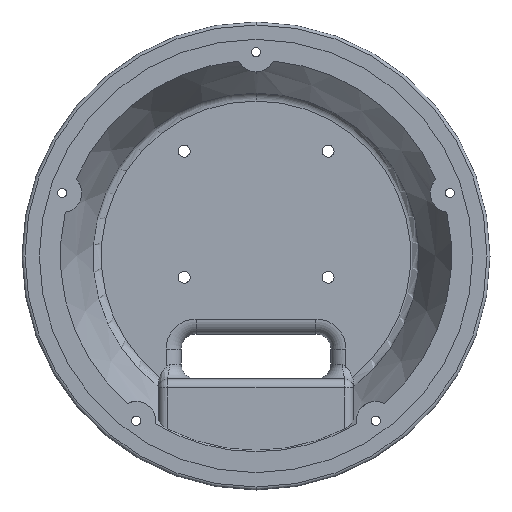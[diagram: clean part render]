
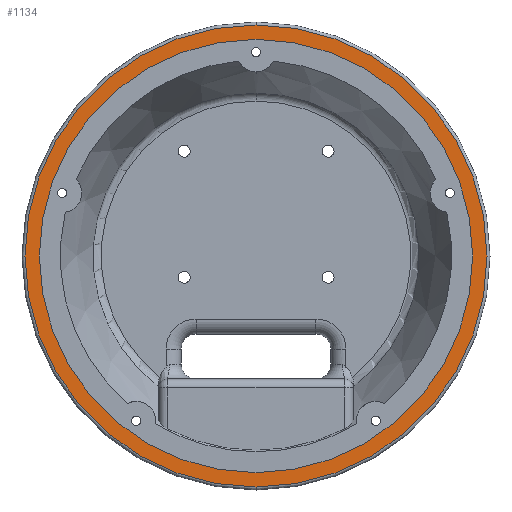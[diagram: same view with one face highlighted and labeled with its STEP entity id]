
A CAD part, front view. The second image highlights one B-rep face of the part: STEP entity #1134.
In plain terms, the highlighted planar face has unit normal (0, -1, 0).
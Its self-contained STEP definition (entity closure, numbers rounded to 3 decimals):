
#42 = PLANE ( 'NONE',  #3968 ) ;
#54 = CARTESIAN_POINT ( 'NONE',  ( 39.577, -7.405, -77.083 ) ) ;
#356 = AXIS2_PLACEMENT_3D ( 'NONE', #865, #4083, #3755 ) ;
#450 = ORIENTED_EDGE ( 'NONE', *, *, #3940, .T. ) ;
#611 = VERTEX_POINT ( 'NONE', #2816 ) ;
#827 = FACE_OUTER_BOUND ( 'NONE', #3255, .T. ) ;
#865 = CARTESIAN_POINT ( 'NONE',  ( 39.577, -7.405, 0. ) ) ;
#1109 = ORIENTED_EDGE ( 'NONE', *, *, #5311, .T. ) ;
#1134 = ADVANCED_FACE ( 'NONE', ( #827, #2987 ), #42, .F. ) ;
#1138 = DIRECTION ( 'NONE',  ( 0., 1., 0. ) ) ;
#1288 = DIRECTION ( 'NONE',  ( 0., 1., 0. ) ) ;
#1401 = VERTEX_POINT ( 'NONE', #54 ) ;
#1483 = VERTEX_POINT ( 'NONE', #4608 ) ;
#1774 = DIRECTION ( 'NONE',  ( 0., 0., 1. ) ) ;
#1988 = EDGE_CURVE ( 'NONE', #1483, #3207, #3456, .T. ) ;
#2388 = CARTESIAN_POINT ( 'NONE',  ( 39.577, -7.405, 0. ) ) ;
#2816 = CARTESIAN_POINT ( 'NONE',  ( 39.577, -7.405, 77.083 ) ) ;
#2926 = EDGE_CURVE ( 'NONE', #611, #1401, #3209, .T. ) ;
#2927 = DIRECTION ( 'NONE',  ( 0., 1., 0. ) ) ;
#2934 = DIRECTION ( 'NONE',  ( 0., 0., 1. ) ) ;
#2987 = FACE_BOUND ( 'NONE', #3681, .T. ) ;
#3015 = CARTESIAN_POINT ( 'NONE',  ( 39.577, -7.405, 0. ) ) ;
#3053 = ORIENTED_EDGE ( 'NONE', *, *, #1988, .T. ) ;
#3133 = CIRCLE ( 'NONE', #3555, 72.287 ) ;
#3207 = VERTEX_POINT ( 'NONE', #4640 ) ;
#3209 = CIRCLE ( 'NONE', #356, 77.083 ) ;
#3255 = EDGE_LOOP ( 'NONE', ( #4378, #1109 ) ) ;
#3314 = CIRCLE ( 'NONE', #5028, 77.083 ) ;
#3456 = CIRCLE ( 'NONE', #4144, 72.287 ) ;
#3555 = AXIS2_PLACEMENT_3D ( 'NONE', #2388, #2927, #3757 ) ;
#3563 = CARTESIAN_POINT ( 'NONE',  ( 39.577, -7.405, 0. ) ) ;
#3681 = EDGE_LOOP ( 'NONE', ( #450, #3053 ) ) ;
#3755 = DIRECTION ( 'NONE',  ( 0., 0., 1. ) ) ;
#3757 = DIRECTION ( 'NONE',  ( 0., 0., 1. ) ) ;
#3910 = DIRECTION ( 'NONE',  ( 0., 0., 1. ) ) ;
#3940 = EDGE_CURVE ( 'NONE', #3207, #1483, #3133, .T. ) ;
#3968 = AXIS2_PLACEMENT_3D ( 'NONE', #4982, #1288, #2934 ) ;
#4083 = DIRECTION ( 'NONE',  ( 0., -1., 0. ) ) ;
#4144 = AXIS2_PLACEMENT_3D ( 'NONE', #3563, #1138, #3910 ) ;
#4378 = ORIENTED_EDGE ( 'NONE', *, *, #2926, .T. ) ;
#4553 = DIRECTION ( 'NONE',  ( 0., -1., 0. ) ) ;
#4608 = CARTESIAN_POINT ( 'NONE',  ( 39.577, -7.405, -72.287 ) ) ;
#4640 = CARTESIAN_POINT ( 'NONE',  ( 39.577, -7.405, 72.287 ) ) ;
#4982 = CARTESIAN_POINT ( 'NONE',  ( 0., -7.405, 0. ) ) ;
#5028 = AXIS2_PLACEMENT_3D ( 'NONE', #3015, #4553, #1774 ) ;
#5311 = EDGE_CURVE ( 'NONE', #1401, #611, #3314, .T. ) ;
